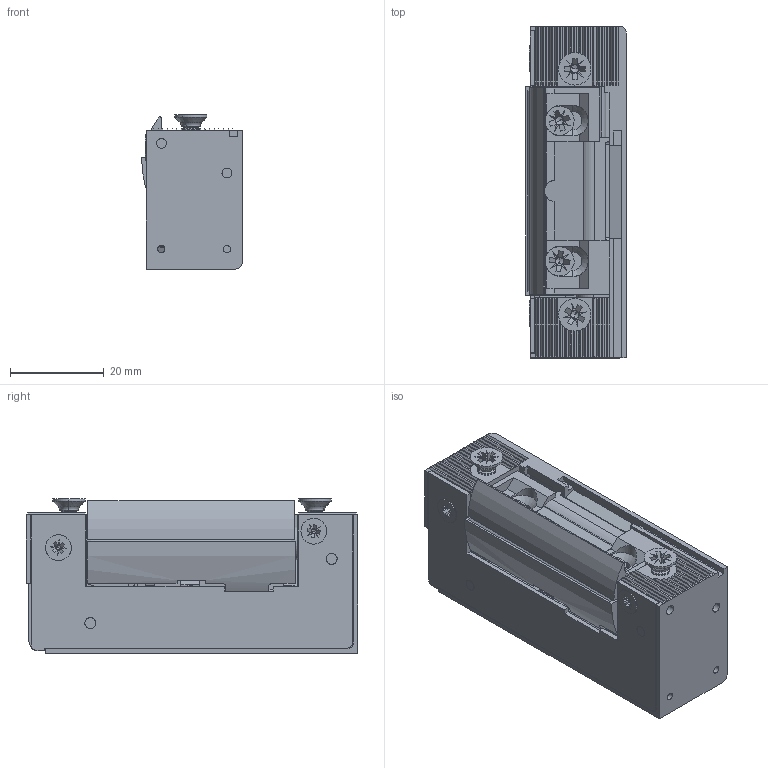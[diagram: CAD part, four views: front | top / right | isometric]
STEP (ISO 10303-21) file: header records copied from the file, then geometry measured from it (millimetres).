
FILE_DESCRIPTION (( 'STEP AP214' ), '1' );
FILE_NAME ('SE000291.STEP', '2021-07-30T14:26:06', ( '' ), ( '' ), 'SwSTEP 2.0', 'SolidWorks 2020', '' );
FILE_SCHEMA (( 'AUTOMOTIVE_DESIGN' ));
Length unit declared in the file: millimetre
Products named in the file (18): ISO 7045 - M3 x 6 - Z --- 6S_ISO 7045 - M3 x 6 - Z --- 6S; 00608581_SANS MARQUAGE; 00676531_NON DECOUPEE; 00222000; 00609511; 00115000; 336501; 00226503; 00860500; 00654000; 1; DIN 7500 M - M3 x 6 ROUREG_M3.5 x 8 ; DIN 7500 M - M3.5 x 8 - Z --- 8S_M3.5 x 8 ; SE000291; 00645531; 00116000; 00336500; DIN 7500 M - M4 x 8 ROUREG_M4 x 8
Assembly tree (21 placements, depth 2):
  SE000291
    00608581_SANS MARQUAGE
    336501
    00336500
    00609511
    00860500
    1
    00116000
    00676531_NON DECOUPEE
    00654000
    00645531
    00115000
    00222000
    00226503
    DIN 7500 M - M3.5 x 8 - Z --- 8S_M3.5 x 8   x2
    ISO 7045 - M3 x 6 - Z --- 6S_ISO 7045 - M3 x 6 - Z --- 6S  x2
    DIN 7500 M - M3 x 6 ROUREG_M3.5 x 8   x2
    DIN 7500 M - M4 x 8 ROUREG_M4 x 8  x2
Bounding box: 21.5 x 70.8 x 32.9 mm (x, y, z)
Volume: 27445.7 mm3; surface area: 30039.6 mm2
Topology: 21 solids, 21 shells, 1747 faces, 4484 edges, 2877 vertices
Faces by surface type: plane 907, cylinder 434, cone 364, torus 20, bspline 18, sphere 4
Entity records: 44058 total; most frequent: CARTESIAN_POINT 9289, ORIENTED_EDGE 7126, DIRECTION 6985, EDGE_CURVE 3563, AXIS2_PLACEMENT_3D 2351, VERTEX_POINT 2312, VECTOR 2283, LINE 2283
